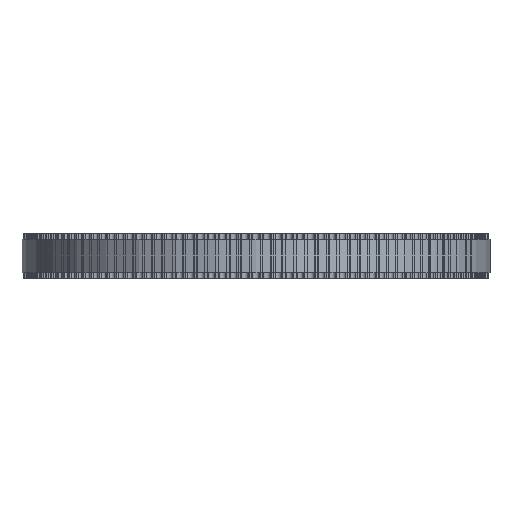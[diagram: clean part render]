
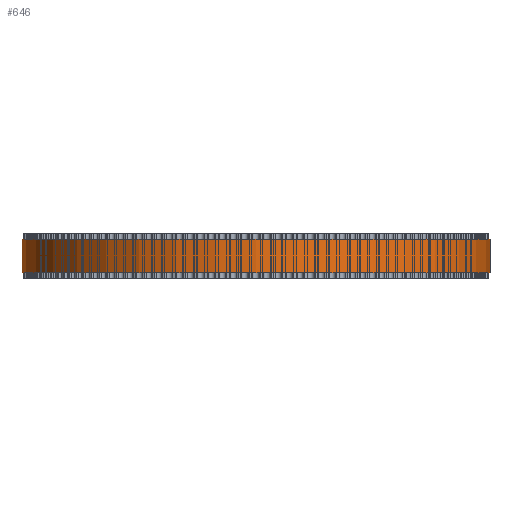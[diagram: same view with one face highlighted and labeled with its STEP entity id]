
A CAD part, front view. The second image highlights one B-rep face of the part: STEP entity #646.
In plain terms, the highlighted cylindrical face has radius 41.699 mm (diameter 83.397 mm), a full revolution.
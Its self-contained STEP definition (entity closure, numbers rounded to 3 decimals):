
#97=FACE_BOUND('',#2224,.T.);
#98=FACE_BOUND('',#2225,.T.);
#646=ADVANCED_FACE('',(#97,#98),#1171,.T.);
#1171=CYLINDRICAL_SURFACE('',#11671,41.699);
#2224=EDGE_LOOP('',(#6418));
#2225=EDGE_LOOP('',(#6419));
#6418=ORIENTED_EDGE('',*,*,#9042,.T.);
#6419=ORIENTED_EDGE('',*,*,#9043,.T.);
#7468=VERTEX_POINT('',#18500);
#7469=VERTEX_POINT('',#18502);
#9042=EDGE_CURVE('',#7468,#7468,#10092,.T.);
#9043=EDGE_CURVE('',#7469,#7469,#10093,.T.);
#10092=CIRCLE('',#11669,41.699);
#10093=CIRCLE('',#11670,41.699);
#11669=AXIS2_PLACEMENT_3D('',#18499,#15346,#15347);
#11670=AXIS2_PLACEMENT_3D('',#18501,#15348,#15349);
#11671=AXIS2_PLACEMENT_3D('',#18503,#15350,#15351);
#15346=DIRECTION('',(0.,0.,1.));
#15347=DIRECTION('',(1.,0.,0.));
#15348=DIRECTION('',(0.,0.,-1.));
#15349=DIRECTION('',(1.,0.,0.));
#15350=DIRECTION('',(0.,0.,1.));
#15351=DIRECTION('',(1.,0.,0.));
#18499=CARTESIAN_POINT('',(0.,0.,1.));
#18500=CARTESIAN_POINT('',(41.699,0.,1.));
#18501=CARTESIAN_POINT('',(0.,0.,7.));
#18502=CARTESIAN_POINT('',(41.699,0.,7.));
#18503=CARTESIAN_POINT('',(0.,0.,1.));
